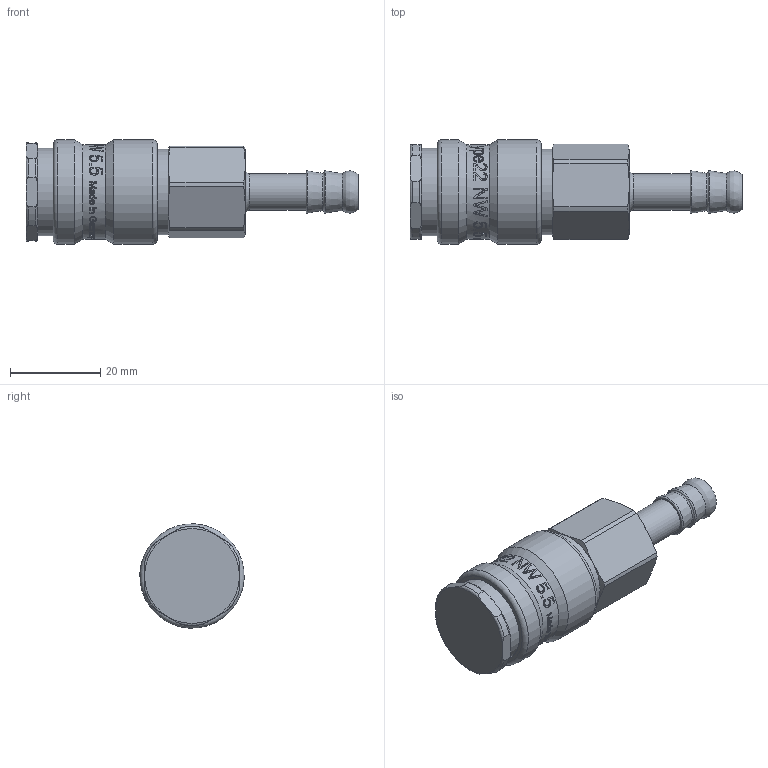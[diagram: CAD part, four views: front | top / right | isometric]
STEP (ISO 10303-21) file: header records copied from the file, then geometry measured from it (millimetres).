
FILE_DESCRIPTION(/* description */ (''),/* implementation_level */ '2;1');
FILE_NAME(/* name */ '22katf08mpn.stp',/* time_stamp */ '2021-06-21T13:04:04+02:00',/* author */ ('IA176480'),/* organization */ (''),/* preprocessor_version */ 'ST-DEVELOPER v17.2',/* originating_system */ 'Autodesk Inventor 2019',/* authorisation */ '');
FILE_SCHEMA (('CONFIG_CONTROL_DESIGN'));
Products named in the file (1): 22KATF08MPN
Bounding box: 73.6 x 23.11 x 23.11 mm (x, y, z)
Volume: 17345.5 mm3; surface area: 7807.5 mm2
Topology: 2 solids, 2 shells, 540 faces, 1474 edges, 987 vertices
Faces by surface type: bspline 263, plane 173, cylinder 63, cone 24, torus 17
Full cylindrical faces by diameter (mm): 8.1 x1, 16 x1, 16.95 x1, 18.75 x1, 18.95 x2, 19.35 x1, 19.4 x1, 19.65 x1, 21 x1, 23.15 x2
Entity records: 75284 total; most frequent: CARTESIAN_POINT 63025, ORIENTED_EDGE 2948, DIRECTION 1499, EDGE_CURVE 1474, VERTEX_POINT 987, B_SPLINE_CURVE_WITH_KNOTS 717, EDGE_LOOP 591, FACE_OUTER_BOUND 540
